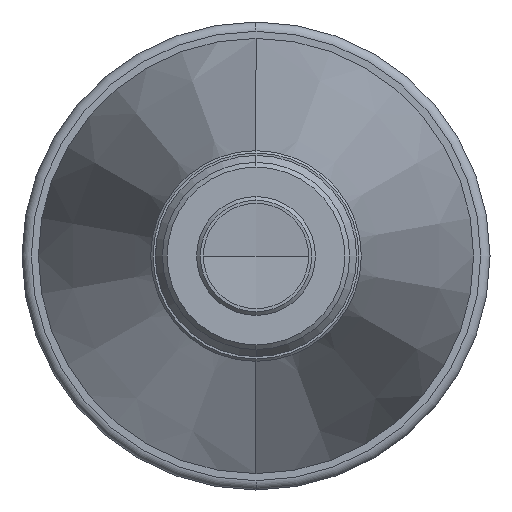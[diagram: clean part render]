
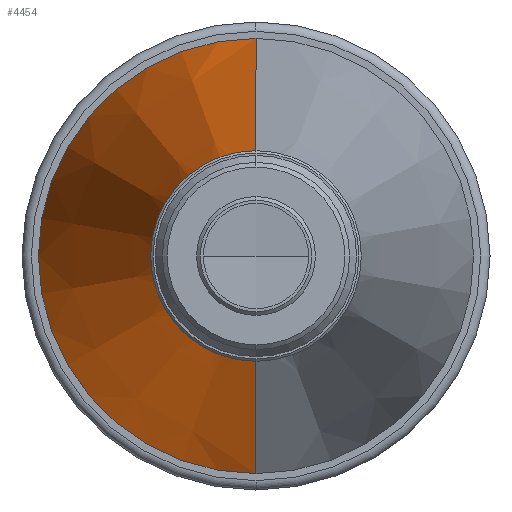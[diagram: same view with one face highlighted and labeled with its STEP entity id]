
A CAD part, left-side view. The second image highlights one B-rep face of the part: STEP entity #4454.
In plain terms, the highlighted conical face has half-angle 13.46 degrees and reference radius 46.5 mm.
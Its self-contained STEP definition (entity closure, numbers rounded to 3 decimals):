
#223 = VERTEX_POINT ( 'NONE', #2046 ) ;
#245 = VERTEX_POINT ( 'NONE', #4724 ) ;
#266 = DIRECTION ( 'NONE',  ( 1., 0., 0. ) ) ;
#272 = VERTEX_POINT ( 'NONE', #872 ) ;
#307 = AXIS2_PLACEMENT_3D ( 'NONE', #1410, #266, #3701 ) ;
#404 = VECTOR ( 'NONE', #4616, 1000. ) ;
#618 = CARTESIAN_POINT ( 'NONE',  ( 198.41, 0., -46.5 ) ) ;
#872 = CARTESIAN_POINT ( 'NONE',  ( 85.392, 0., 19.449 ) ) ;
#938 = EDGE_CURVE ( 'NONE', #245, #272, #3525, .T. ) ;
#968 = VERTEX_POINT ( 'NONE', #2133 ) ;
#1054 = ORIENTED_EDGE ( 'NONE', *, *, #2633, .T. ) ;
#1059 = AXIS2_PLACEMENT_3D ( 'NONE', #3703, #1431, #4117 ) ;
#1270 = VECTOR ( 'NONE', #3275, 1000. ) ;
#1338 = CONICAL_SURFACE ( 'NONE', #307, 46.5, 0.235 ) ;
#1360 = CARTESIAN_POINT ( 'NONE',  ( 85.392, 0., 0. ) ) ;
#1410 = CARTESIAN_POINT ( 'NONE',  ( 198.41, 0., 0. ) ) ;
#1414 = LINE ( 'NONE', #3861, #404 ) ;
#1431 = DIRECTION ( 'NONE',  ( -1., 0., 0. ) ) ;
#1726 = DIRECTION ( 'NONE',  ( 0., 0., -1. ) ) ;
#1811 = FACE_OUTER_BOUND ( 'NONE', #3072, .T. ) ;
#2046 = CARTESIAN_POINT ( 'NONE',  ( 198.41, 0., 46.5 ) ) ;
#2086 = EDGE_CURVE ( 'NONE', #245, #968, #3282, .T. ) ;
#2133 = CARTESIAN_POINT ( 'NONE',  ( 198.41, 0., -46.5 ) ) ;
#2227 = AXIS2_PLACEMENT_3D ( 'NONE', #1360, #4044, #1726 ) ;
#2633 = EDGE_CURVE ( 'NONE', #223, #968, #4200, .T. ) ;
#2812 = ORIENTED_EDGE ( 'NONE', *, *, #4027, .T. ) ;
#3072 = EDGE_LOOP ( 'NONE', ( #4449, #2812, #1054, #4525 ) ) ;
#3275 = DIRECTION ( 'NONE',  ( 0.973, 0., -0.233 ) ) ;
#3282 = LINE ( 'NONE', #618, #1270 ) ;
#3525 = CIRCLE ( 'NONE', #2227, 19.449 ) ;
#3701 = DIRECTION ( 'NONE',  ( 0., 0., -1. ) ) ;
#3703 = CARTESIAN_POINT ( 'NONE',  ( 198.41, 0., 0. ) ) ;
#3861 = CARTESIAN_POINT ( 'NONE',  ( 198.41, 0., 46.5 ) ) ;
#4027 = EDGE_CURVE ( 'NONE', #272, #223, #1414, .T. ) ;
#4044 = DIRECTION ( 'NONE',  ( 1., 0., 0. ) ) ;
#4117 = DIRECTION ( 'NONE',  ( 0., 0., 1. ) ) ;
#4200 = CIRCLE ( 'NONE', #1059, 46.5 ) ;
#4449 = ORIENTED_EDGE ( 'NONE', *, *, #938, .T. ) ;
#4454 = ADVANCED_FACE ( 'NONE', ( #1811 ), #1338, .T. ) ;
#4525 = ORIENTED_EDGE ( 'NONE', *, *, #2086, .F. ) ;
#4616 = DIRECTION ( 'NONE',  ( 0.973, 0., 0.233 ) ) ;
#4724 = CARTESIAN_POINT ( 'NONE',  ( 85.392, 0., -19.449 ) ) ;
